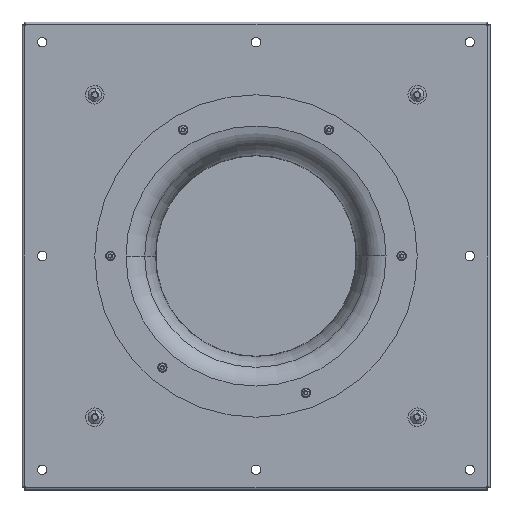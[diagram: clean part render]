
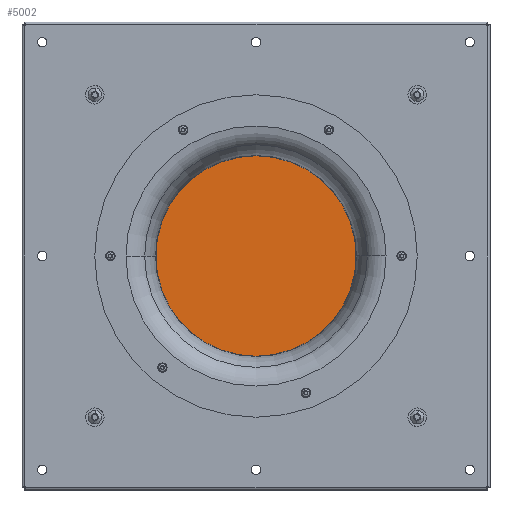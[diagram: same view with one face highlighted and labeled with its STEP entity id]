
A CAD part, front view. The second image highlights one B-rep face of the part: STEP entity #5002.
In plain terms, the highlighted face is planar.
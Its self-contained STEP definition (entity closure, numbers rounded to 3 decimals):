
#4309=CARTESIAN_POINT('',(0.,117.812,0.));
#4310=DIRECTION('',(0.,-1.,0.));
#4311=DIRECTION('',(-1.,0.,0.));
#4312=AXIS2_PLACEMENT_3D('',#4309,#4310,#4311);
#4314=CARTESIAN_POINT('',(0.,117.812,0.));
#4315=DIRECTION('',(0.,1.,0.));
#4316=DIRECTION('',(-1.,0.,0.));
#4317=AXIS2_PLACEMENT_3D('',#4314,#4315,#4316);
#4517=CARTESIAN_POINT('',(-107.419,117.812,0.));
#4519=VERTEX_POINT('',#4517);
#4525=CARTESIAN_POINT('',(107.419,117.812,0.));
#4527=VERTEX_POINT('',#4525);
#4993=CARTESIAN_POINT('',(0.,117.812,0.));
#4994=DIRECTION('',(0.,1.,0.));
#4995=DIRECTION('',(1.,0.,0.));
#4996=AXIS2_PLACEMENT_3D('',#4993,#4994,#4995);
#4997=PLANE('',#4996);
#4998=ORIENTED_EDGE('',*,*,#4975,.T.);
#4999=ORIENTED_EDGE('',*,*,#4986,.F.);
#5000=EDGE_LOOP('',(#4998,#4999));
#5001=FACE_OUTER_BOUND('',#5000,.F.);
#5002=ADVANCED_FACE('',(#5001),#4997,.T.);
#4313=CIRCLE('',#4312,107.419);
#4318=CIRCLE('',#4317,107.419);
#4975=EDGE_CURVE('',#4519,#4527,#4313,.T.);
#4986=EDGE_CURVE('',#4519,#4527,#4318,.T.);
